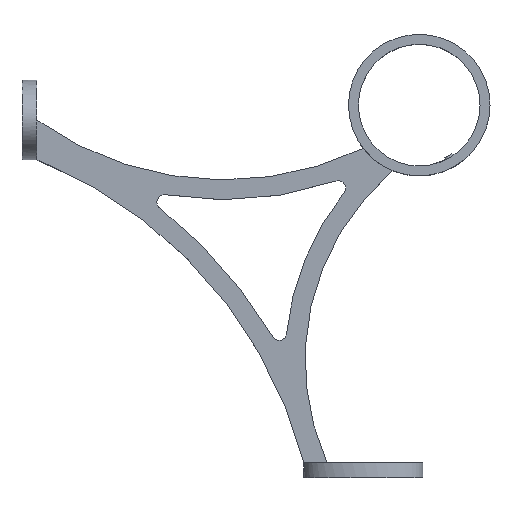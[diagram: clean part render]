
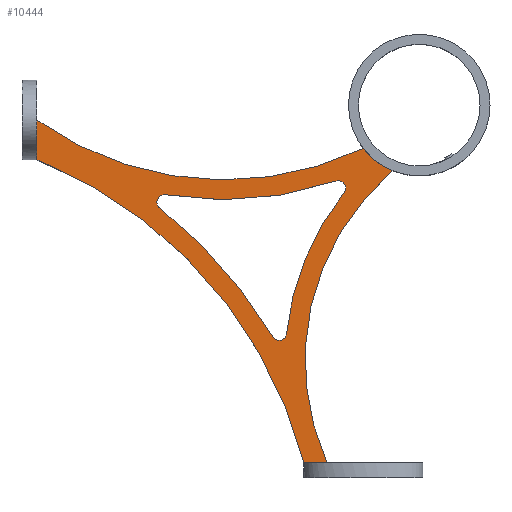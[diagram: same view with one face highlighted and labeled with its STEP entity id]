
A CAD part, top view. The second image highlights one B-rep face of the part: STEP entity #10444.
In plain terms, the highlighted planar face has unit normal (0, 0, 1).
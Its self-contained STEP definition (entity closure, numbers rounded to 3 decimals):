
#137 = CARTESIAN_POINT ( 'NONE',  ( -131.5, 128.087, 2.5 ) ) ;
#206 = DIRECTION ( 'NONE',  ( 0., 0., 1. ) ) ;
#237 = VERTEX_POINT ( 'NONE', #541 ) ;
#314 = VECTOR ( 'NONE', #7730, 1000. ) ;
#356 = CIRCLE ( 'NONE', #8160, 188. ) ;
#368 = CIRCLE ( 'NONE', #7332, 180. ) ;
#446 = ORIENTED_EDGE ( 'NONE', *, *, #4723, .F. ) ;
#508 = CARTESIAN_POINT ( 'NONE',  ( -23.664, 6., 2.5 ) ) ;
#541 = CARTESIAN_POINT ( 'NONE',  ( -30.96, 57.939, 2.5 ) ) ;
#816 = CIRCLE ( 'NONE', #6601, 3. ) ;
#872 = CARTESIAN_POINT ( 'NONE',  ( -23.664, 6., 2.5 ) ) ;
#877 = ORIENTED_EDGE ( 'NONE', *, *, #6771, .T. ) ;
#881 = ORIENTED_EDGE ( 'NONE', *, *, #4189, .F. ) ;
#950 = LINE ( 'NONE', #508, #6021 ) ;
#1094 = CARTESIAN_POINT ( 'NONE',  ( -130.661, 127.663, 2.5 ) ) ;
#1149 = VERTEX_POINT ( 'NONE', #12247 ) ;
#1156 = ORIENTED_EDGE ( 'NONE', *, *, #11376, .F. ) ;
#1160 = CARTESIAN_POINT ( 'NONE',  ( -0.056, 132.58, 2.5 ) ) ;
#1254 = EDGE_CURVE ( 'NONE', #5097, #1149, #4087, .T. ) ;
#1278 = VERTEX_POINT ( 'NONE', #2545 ) ;
#1290 = VERTEX_POINT ( 'NONE', #12330 ) ;
#1526 = DIRECTION ( 'NONE',  ( 1., 0., 0. ) ) ;
#1601 = CARTESIAN_POINT ( 'NONE',  ( -10.137, 116.583, 2.5 ) ) ;
#1616 = CARTESIAN_POINT ( 'NONE',  ( -23.664, 2.369, 2.5 ) ) ;
#1651 = CARTESIAN_POINT ( 'NONE',  ( -14.615, 6., 2.5 ) ) ;
#1671 = DIRECTION ( 'NONE',  ( 1., 0., 0. ) ) ;
#1730 = CARTESIAN_POINT ( 'NONE',  ( 76.504, 47.198, 2.5 ) ) ;
#1832 = DIRECTION ( 'NONE',  ( 1., 0., 0. ) ) ;
#1990 = AXIS2_PLACEMENT_3D ( 'NONE', #5968, #7988, #9791 ) ;
#2091 = EDGE_CURVE ( 'NONE', #9316, #3607, #6389, .T. ) ;
#2545 = CARTESIAN_POINT ( 'NONE',  ( -131.5, 128.087, 2.5 ) ) ;
#2665 = CARTESIAN_POINT ( 'NONE',  ( -56.082, 249.887, 2.5 ) ) ;
#2844 = B_SPLINE_CURVE_WITH_KNOTS ( 'NONE', 3,
 ( #137, #6985, #1094, #7964 ),
 .UNSPECIFIED., .F., .F.,
 ( 4, 4 ),
 ( 0., 0.001 ),
 .UNSPECIFIED. ) ;
#2880 = VERTEX_POINT ( 'NONE', #8017 ) ;
#2956 = ORIENTED_EDGE ( 'NONE', *, *, #3986, .T. ) ;
#2999 = EDGE_LOOP ( 'NONE', ( #8800, #877, #10390, #11924, #446, #9502, #1156, #881, #3334 ) ) ;
#3088 = LINE ( 'NONE', #8799, #7398 ) ;
#3301 = AXIS2_PLACEMENT_3D ( 'NONE', #4481, #10457, #6465 ) ;
#3334 = ORIENTED_EDGE ( 'NONE', *, *, #10958, .F. ) ;
#3382 = ORIENTED_EDGE ( 'NONE', *, *, #12656, .T. ) ;
#3569 = CIRCLE ( 'NONE', #1990, 108. ) ;
#3576 = DIRECTION ( 'NONE',  ( 1., 0., 0. ) ) ;
#3607 = VERTEX_POINT ( 'NONE', #10701 ) ;
#3640 = CARTESIAN_POINT ( 'NONE',  ( -23.781, 4.8, 2.5 ) ) ;
#3853 = AXIS2_PLACEMENT_3D ( 'NONE', #12301, #10375, #1526 ) ;
#3986 = EDGE_CURVE ( 'NONE', #9316, #1149, #10785, .T. ) ;
#4087 = CIRCLE ( 'NONE', #10276, 3. ) ;
#4157 = CARTESIAN_POINT ( 'NONE',  ( -131.5, 144., 2.5 ) ) ;
#4189 = EDGE_CURVE ( 'NONE', #10373, #2880, #9241, .T. ) ;
#4446 = CARTESIAN_POINT ( 'NONE',  ( -36.526, 56.707, 2.5 ) ) ;
#4481 = CARTESIAN_POINT ( 'NONE',  ( -56.082, 249.887, 2.5 ) ) ;
#4570 = DIRECTION ( 'NONE',  ( 0., -1., 0. ) ) ;
#4584 = DIRECTION ( 'NONE',  ( 1., 0., 0. ) ) ;
#4621 = CARTESIAN_POINT ( 'NONE',  ( -79.65, 113.915, 2.5 ) ) ;
#4723 = EDGE_CURVE ( 'NONE', #10242, #10948, #950, .T. ) ;
#4810 = CARTESIAN_POINT ( 'NONE',  ( -198.24, -39.17, 2.5 ) ) ;
#5097 = VERTEX_POINT ( 'NONE', #11862 ) ;
#5105 = AXIS2_PLACEMENT_3D ( 'NONE', #5527, #7203, #11367 ) ;
#5204 = LINE ( 'NONE', #6747, #314 ) ;
#5246 = CIRCLE ( 'NONE', #6850, 100. ) ;
#5506 = EDGE_CURVE ( 'NONE', #1278, #6416, #3088, .T. ) ;
#5527 = CARTESIAN_POINT ( 'NONE',  ( 0., 0., 2.5 ) ) ;
#5745 = EDGE_CURVE ( 'NONE', #1290, #10948, #10310, .T. ) ;
#5786 = VERTEX_POINT ( 'NONE', #4446 ) ;
#5968 = CARTESIAN_POINT ( 'NONE',  ( 76.504, 47.198, 2.5 ) ) ;
#6021 = VECTOR ( 'NONE', #4570, 1000. ) ;
#6339 = CIRCLE ( 'NONE', #3301, 130. ) ;
#6389 = CIRCLE ( 'NONE', #6909, 3. ) ;
#6416 = VERTEX_POINT ( 'NONE', #4157 ) ;
#6465 = DIRECTION ( 'NONE',  ( 1., 0., 0. ) ) ;
#6536 = DIRECTION ( 'NONE',  ( 1., 0., 0. ) ) ;
#6601 = AXIS2_PLACEMENT_3D ( 'NONE', #7989, #10898, #8116 ) ;
#6747 = CARTESIAN_POINT ( 'NONE',  ( 0., 6., 2.5 ) ) ;
#6771 = EDGE_CURVE ( 'NONE', #1278, #7783, #2844, .T. ) ;
#6850 = AXIS2_PLACEMENT_3D ( 'NONE', #1730, #9581, #6536 ) ;
#6909 = AXIS2_PLACEMENT_3D ( 'NONE', #10279, #206, #10319 ) ;
#6985 = CARTESIAN_POINT ( 'NONE',  ( -131.086, 127.864, 2.5 ) ) ;
#7061 = ORIENTED_EDGE ( 'NONE', *, *, #2091, .F. ) ;
#7203 = DIRECTION ( 'NONE',  ( 0., 0., 1. ) ) ;
#7278 = CARTESIAN_POINT ( 'NONE',  ( -23.664, 2.369, 2.5 ) ) ;
#7332 = AXIS2_PLACEMENT_3D ( 'NONE', #11635, #7561, #1671 ) ;
#7398 = VECTOR ( 'NONE', #10766, 1000. ) ;
#7561 = DIRECTION ( 'NONE',  ( 0., 0., 1. ) ) ;
#7699 = DIRECTION ( 'NONE',  ( 0., 0., 1. ) ) ;
#7730 = DIRECTION ( 'NONE',  ( 1., 0., 0. ) ) ;
#7783 = VERTEX_POINT ( 'NONE', #10843 ) ;
#7964 = CARTESIAN_POINT ( 'NONE',  ( -130.225, 127.485, 2.5 ) ) ;
#7988 = DIRECTION ( 'NONE',  ( 0., 0., 1. ) ) ;
#7989 = CARTESIAN_POINT ( 'NONE',  ( -33.945, 58.237, 2.5 ) ) ;
#8017 = CARTESIAN_POINT ( 'NONE',  ( 11.913, 123.539, 2.5 ) ) ;
#8116 = DIRECTION ( 'NONE',  ( 1., 0., 0. ) ) ;
#8160 = AXIS2_PLACEMENT_3D ( 'NONE', #4810, #10655, #1832 ) ;
#8510 = FACE_OUTER_BOUND ( 'NONE', #2999, .T. ) ;
#8563 = EDGE_LOOP ( 'NONE', ( #7061, #2956, #9755, #3382, #10210, #10229 ) ) ;
#8642 = EDGE_CURVE ( 'NONE', #10242, #12192, #5204, .T. ) ;
#8799 = CARTESIAN_POINT ( 'NONE',  ( -131.5, 0., 2.5 ) ) ;
#8800 = ORIENTED_EDGE ( 'NONE', *, *, #5506, .F. ) ;
#9241 = CIRCLE ( 'NONE', #3853, 28.5 ) ;
#9316 = VERTEX_POINT ( 'NONE', #4621 ) ;
#9442 = PLANE ( 'NONE',  #5105 ) ;
#9459 = DIRECTION ( 'NONE',  ( 0., 0., 1. ) ) ;
#9502 = ORIENTED_EDGE ( 'NONE', *, *, #8642, .T. ) ;
#9565 = FACE_BOUND ( 'NONE', #8563, .T. ) ;
#9581 = DIRECTION ( 'NONE',  ( 0., 0., 1. ) ) ;
#9755 = ORIENTED_EDGE ( 'NONE', *, *, #1254, .F. ) ;
#9791 = DIRECTION ( 'NONE',  ( 1., 0., 0. ) ) ;
#10210 = ORIENTED_EDGE ( 'NONE', *, *, #11167, .T. ) ;
#10229 = ORIENTED_EDGE ( 'NONE', *, *, #12564, .T. ) ;
#10242 = VERTEX_POINT ( 'NONE', #872 ) ;
#10276 = AXIS2_PLACEMENT_3D ( 'NONE', #1601, #9459, #3576 ) ;
#10279 = CARTESIAN_POINT ( 'NONE',  ( -80.162, 110.959, 2.5 ) ) ;
#10310 = B_SPLINE_CURVE_WITH_KNOTS ( 'NONE', 3,
 ( #12307, #3640, #10465, #1616 ),
 .UNSPECIFIED., .F., .F.,
 ( 4, 4 ),
 ( 0., 0.004 ),
 .UNSPECIFIED. ) ;
#10319 = DIRECTION ( 'NONE',  ( 1., 0., 0. ) ) ;
#10373 = VERTEX_POINT ( 'NONE', #1160 ) ;
#10375 = DIRECTION ( 'NONE',  ( 0., 0., 1. ) ) ;
#10390 = ORIENTED_EDGE ( 'NONE', *, *, #10591, .F. ) ;
#10437 = AXIS2_PLACEMENT_3D ( 'NONE', #2665, #7699, #4584 ) ;
#10444 = ADVANCED_FACE ( 'NONE', ( #9565, #8510 ), #9442, .T. ) ;
#10457 = DIRECTION ( 'NONE',  ( 0., 0., 1. ) ) ;
#10465 = CARTESIAN_POINT ( 'NONE',  ( -23.664, 3.59, 2.5 ) ) ;
#10591 = EDGE_CURVE ( 'NONE', #1290, #7783, #368, .T. ) ;
#10655 = DIRECTION ( 'NONE',  ( 0., 0., 1. ) ) ;
#10701 = CARTESIAN_POINT ( 'NONE',  ( -82.017, 108.601, 2.5 ) ) ;
#10766 = DIRECTION ( 'NONE',  ( 0., 1., 0. ) ) ;
#10785 = CIRCLE ( 'NONE', #10437, 138. ) ;
#10843 = CARTESIAN_POINT ( 'NONE',  ( -130.225, 127.485, 2.5 ) ) ;
#10898 = DIRECTION ( 'NONE',  ( 0., 0., -1. ) ) ;
#10948 = VERTEX_POINT ( 'NONE', #7278 ) ;
#10958 = EDGE_CURVE ( 'NONE', #6416, #10373, #6339, .T. ) ;
#11167 = EDGE_CURVE ( 'NONE', #237, #5786, #816, .T. ) ;
#11367 = DIRECTION ( 'NONE',  ( 1., 0., 0. ) ) ;
#11376 = EDGE_CURVE ( 'NONE', #2880, #12192, #5246, .T. ) ;
#11635 = CARTESIAN_POINT ( 'NONE',  ( -198.24, -39.17, 2.5 ) ) ;
#11862 = CARTESIAN_POINT ( 'NONE',  ( -7.795, 114.708, 2.5 ) ) ;
#11924 = ORIENTED_EDGE ( 'NONE', *, *, #5745, .T. ) ;
#12192 = VERTEX_POINT ( 'NONE', #1651 ) ;
#12247 = CARTESIAN_POINT ( 'NONE',  ( -11.114, 119.419, 2.5 ) ) ;
#12301 = CARTESIAN_POINT ( 'NONE',  ( 22.5, 150., 2.5 ) ) ;
#12307 = CARTESIAN_POINT ( 'NONE',  ( -24., 6., 2.5 ) ) ;
#12330 = CARTESIAN_POINT ( 'NONE',  ( -24., 6., 2.5 ) ) ;
#12564 = EDGE_CURVE ( 'NONE', #5786, #3607, #356, .T. ) ;
#12656 = EDGE_CURVE ( 'NONE', #5097, #237, #3569, .T. ) ;
